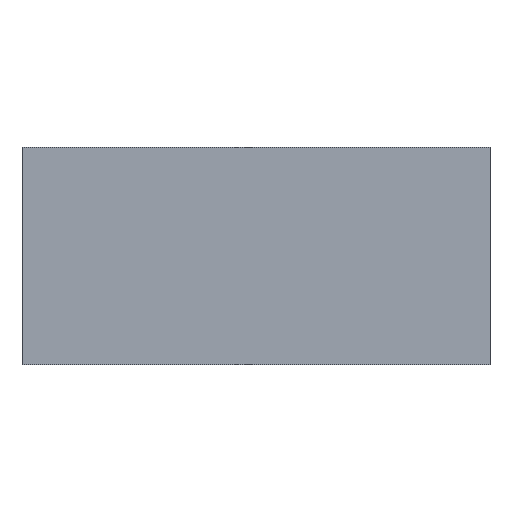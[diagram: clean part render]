
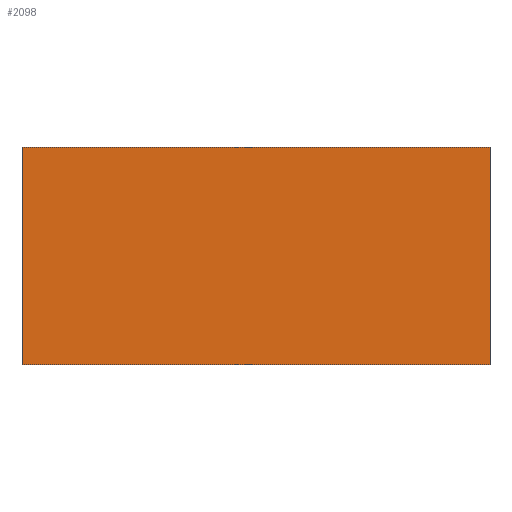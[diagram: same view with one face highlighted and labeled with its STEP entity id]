
A CAD part, top view. The second image highlights one B-rep face of the part: STEP entity #2098.
In plain terms, the highlighted planar face has unit normal (0, 0, 1).
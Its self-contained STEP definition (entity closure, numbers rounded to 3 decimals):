
#2080=AXIS2_PLACEMENT_3D('Plane Axis2P3D',#2077,#2078,#2079) ;
#245=CARTESIAN_POINT('Vertex',(0.,28.3,14.9)) ;
#248=CARTESIAN_POINT('Line Origine',(30.48,28.3,14.9)) ;
#252=CARTESIAN_POINT('Vertex',(60.96,28.3,14.9)) ;
#551=CARTESIAN_POINT('Vertex',(60.96,0.,14.9)) ;
#554=CARTESIAN_POINT('Line Origine',(30.48,0.,14.9)) ;
#558=CARTESIAN_POINT('Vertex',(0.,0.,14.9)) ;
#2077=CARTESIAN_POINT('Axis2P3D Location',(0.,28.3,14.9)) ;
#2082=CARTESIAN_POINT('Line Origine',(60.96,14.15,14.9)) ;
#2087=CARTESIAN_POINT('Line Origine',(0.,14.15,14.9)) ;
#249=DIRECTION('Vector Direction',(1.,0.,0.)) ;
#555=DIRECTION('Vector Direction',(1.,0.,0.)) ;
#2078=DIRECTION('Axis2P3D Direction',(-0.,0.,1.)) ;
#2079=DIRECTION('Axis2P3D XDirection',(0.,-1.,0.)) ;
#2083=DIRECTION('Vector Direction',(0.,-1.,0.)) ;
#2088=DIRECTION('Vector Direction',(0.,-1.,0.)) ;
#250=VECTOR('Line Direction',#249,1.) ;
#556=VECTOR('Line Direction',#555,1.) ;
#2084=VECTOR('Line Direction',#2083,1.) ;
#2089=VECTOR('Line Direction',#2088,1.) ;
#2093=ORIENTED_EDGE('',*,*,#2086,.T.) ;
#2094=ORIENTED_EDGE('',*,*,#254,.F.) ;
#2095=ORIENTED_EDGE('',*,*,#2091,.F.) ;
#2096=ORIENTED_EDGE('',*,*,#560,.T.) ;
#2098=ADVANCED_FACE('HOUSING',(#2097),#2081,.T.) ;
#254=EDGE_CURVE('',#246,#253,#251,.T.) ;
#560=EDGE_CURVE('',#559,#552,#557,.T.) ;
#2086=EDGE_CURVE('',#552,#253,#2085,.F.) ;
#2091=EDGE_CURVE('',#559,#246,#2090,.F.) ;
#2092=EDGE_LOOP('',(#2093,#2094,#2095,#2096)) ;
#2097=FACE_OUTER_BOUND('',#2092,.T.) ;
#251=LINE('Line',#248,#250) ;
#557=LINE('Line',#554,#556) ;
#2085=LINE('Line',#2082,#2084) ;
#2090=LINE('Line',#2087,#2089) ;
#2081=PLANE('',#2080) ;
#246=VERTEX_POINT('',#245) ;
#253=VERTEX_POINT('',#252) ;
#552=VERTEX_POINT('',#551) ;
#559=VERTEX_POINT('',#558) ;
